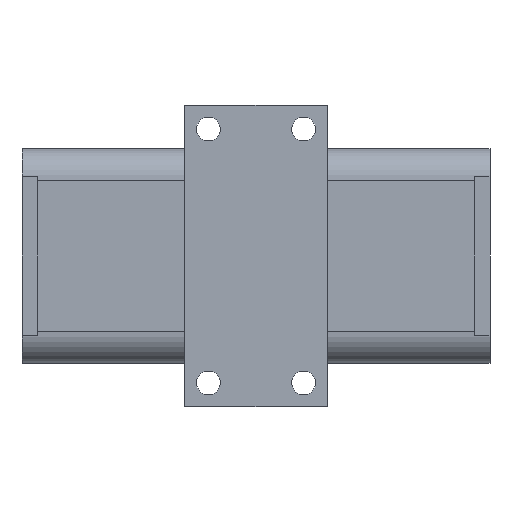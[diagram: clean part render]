
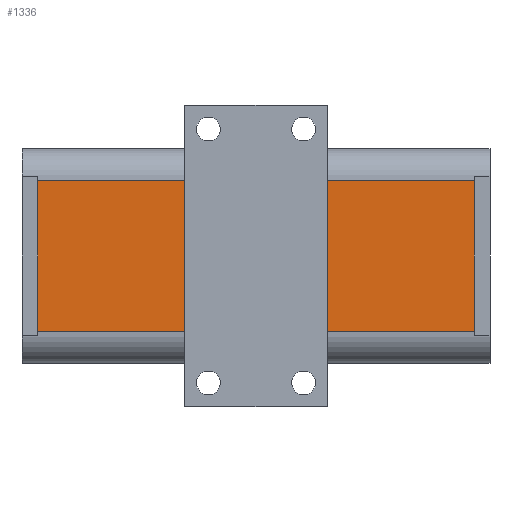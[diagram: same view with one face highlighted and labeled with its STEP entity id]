
A CAD part, front view. The second image highlights one B-rep face of the part: STEP entity #1336.
In plain terms, the highlighted planar face has unit normal (0, -1, 0).
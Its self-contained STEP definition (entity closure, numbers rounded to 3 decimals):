
#7 = LINE ( 'NONE', #644, #1406 ) ;
#18 = VERTEX_POINT ( 'NONE', #728 ) ;
#47 = DIRECTION ( 'NONE',  ( 0., 0., -1. ) ) ;
#54 = CARTESIAN_POINT ( 'NONE',  ( -59., -2., 9.5 ) ) ;
#69 = DIRECTION ( 'NONE',  ( 0., 0., -1. ) ) ;
#72 = EDGE_CURVE ( 'NONE', #553, #493, #1194, .T. ) ;
#79 = ORIENTED_EDGE ( 'NONE', *, *, #1231, .T. ) ;
#112 = CARTESIAN_POINT ( 'NONE',  ( -59., -2., -9.5 ) ) ;
#178 = VECTOR ( 'NONE', #1043, 1000. ) ;
#194 = CARTESIAN_POINT ( 'NONE',  ( -59., -2., 11.5 ) ) ;
#239 = EDGE_CURVE ( 'NONE', #553, #18, #1636, .T. ) ;
#254 = DIRECTION ( 'NONE',  ( 0., 0., -1. ) ) ;
#286 = EDGE_CURVE ( 'NONE', #707, #1157, #484, .T. ) ;
#291 = CARTESIAN_POINT ( 'NONE',  ( -59., -2., 9.5 ) ) ;
#319 = VECTOR ( 'NONE', #69, 1000. ) ;
#348 = CARTESIAN_POINT ( 'NONE',  ( -29.5, -2., 0. ) ) ;
#375 = CARTESIAN_POINT ( 'NONE',  ( -59., -2., 11.5 ) ) ;
#401 = VERTEX_POINT ( 'NONE', #856 ) ;
#416 = DIRECTION ( 'NONE',  ( 1., 0., 0. ) ) ;
#421 = ORIENTED_EDGE ( 'NONE', *, *, #72, .T. ) ;
#423 = DIRECTION ( 'NONE',  ( 0., -1., 0. ) ) ;
#435 = CIRCLE ( 'NONE', #708, 5. ) ;
#458 = FACE_BOUND ( 'NONE', #558, .T. ) ;
#484 = CIRCLE ( 'NONE', #1382, 5. ) ;
#493 = VERTEX_POINT ( 'NONE', #1428 ) ;
#503 = FACE_OUTER_BOUND ( 'NONE', #1621, .T. ) ;
#521 = DIRECTION ( 'NONE',  ( 0., -1., 0. ) ) ;
#553 = VERTEX_POINT ( 'NONE', #54 ) ;
#558 = EDGE_LOOP ( 'NONE', ( #1066, #1391 ) ) ;
#562 = DIRECTION ( 'NONE',  ( 0., 0., -1. ) ) ;
#570 = ORIENTED_EDGE ( 'NONE', *, *, #239, .F. ) ;
#640 = EDGE_CURVE ( 'NONE', #18, #401, #7, .T. ) ;
#644 = CARTESIAN_POINT ( 'NONE',  ( 0., -2., 11.5 ) ) ;
#707 = VERTEX_POINT ( 'NONE', #1599 ) ;
#708 = AXIS2_PLACEMENT_3D ( 'NONE', #348, #718, #47 ) ;
#718 = DIRECTION ( 'NONE',  ( 0., -1., 0. ) ) ;
#728 = CARTESIAN_POINT ( 'NONE',  ( 0., -2., 9.5 ) ) ;
#856 = CARTESIAN_POINT ( 'NONE',  ( 0., -2., -9.5 ) ) ;
#1043 = DIRECTION ( 'NONE',  ( 1., 0., 0. ) ) ;
#1066 = ORIENTED_EDGE ( 'NONE', *, *, #1698, .F. ) ;
#1099 = CARTESIAN_POINT ( 'NONE',  ( -29.5, -2., 0. ) ) ;
#1151 = CARTESIAN_POINT ( 'NONE',  ( -29.5, -2., 5. ) ) ;
#1157 = VERTEX_POINT ( 'NONE', #1151 ) ;
#1194 = LINE ( 'NONE', #194, #319 ) ;
#1231 = EDGE_CURVE ( 'NONE', #493, #401, #1691, .T. ) ;
#1317 = PLANE ( 'NONE',  #1383 ) ;
#1336 = ADVANCED_FACE ( 'NONE', ( #458, #503 ), #1317, .T. ) ;
#1382 = AXIS2_PLACEMENT_3D ( 'NONE', #1099, #423, #562 ) ;
#1383 = AXIS2_PLACEMENT_3D ( 'NONE', #375, #521, #254 ) ;
#1391 = ORIENTED_EDGE ( 'NONE', *, *, #286, .F. ) ;
#1406 = VECTOR ( 'NONE', #1586, 1000. ) ;
#1428 = CARTESIAN_POINT ( 'NONE',  ( -59., -2., -9.5 ) ) ;
#1586 = DIRECTION ( 'NONE',  ( 0., 0., -1. ) ) ;
#1599 = CARTESIAN_POINT ( 'NONE',  ( -29.5, -2., -5. ) ) ;
#1621 = EDGE_LOOP ( 'NONE', ( #1663, #570, #421, #79 ) ) ;
#1636 = LINE ( 'NONE', #291, #1717 ) ;
#1663 = ORIENTED_EDGE ( 'NONE', *, *, #640, .F. ) ;
#1691 = LINE ( 'NONE', #112, #178 ) ;
#1698 = EDGE_CURVE ( 'NONE', #1157, #707, #435, .T. ) ;
#1717 = VECTOR ( 'NONE', #416, 1000. ) ;
